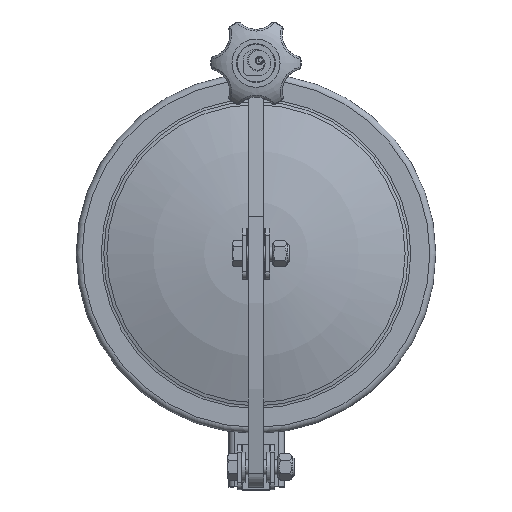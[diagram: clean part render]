
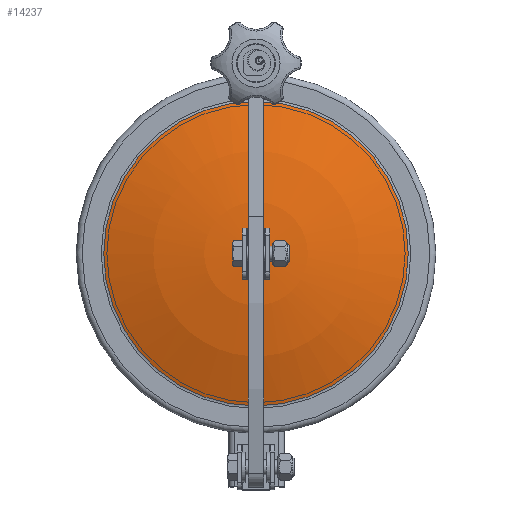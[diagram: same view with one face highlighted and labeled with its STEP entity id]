
A CAD part, top view. The second image highlights one B-rep face of the part: STEP entity #14237.
In plain terms, the highlighted spherical face has radius 298 mm.
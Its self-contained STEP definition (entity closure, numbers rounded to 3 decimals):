
#180=SPHERICAL_SURFACE('',#18635,298.);
#3826=ORIENTED_EDGE('',*,*,#7982,.T.);
#7982=EDGE_CURVE('',#10083,#10083,#11478,.F.);
#10083=VERTEX_POINT('',#25062);
#11478=CIRCLE('',#18636,101.181);
#12208=EDGE_LOOP('',(#3826));
#13206=FACE_BOUND('',#12208,.T.);
#14237=ADVANCED_FACE('',(#13206),#180,.T.);
#18635=AXIS2_PLACEMENT_3D('',#25060,#20488,#20489);
#18636=AXIS2_PLACEMENT_3D('',#25061,#20490,#20491);
#20488=DIRECTION('',(0.,0.,1.));
#20489=DIRECTION('',(0.,-1.,0.));
#20490=DIRECTION('',(0.,0.,-1.));
#20491=DIRECTION('',(-1.,0.,0.));
#25060=CARTESIAN_POINT('',(0.,0.,-272.));
#25061=CARTESIAN_POINT('',(0.,0.,8.297));
#25062=CARTESIAN_POINT('',(-101.181,0.,8.297));
